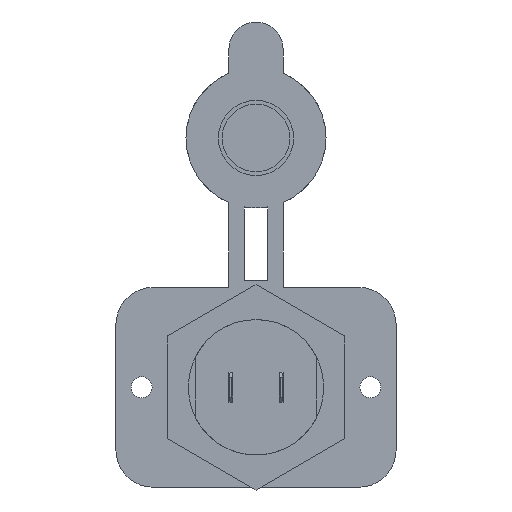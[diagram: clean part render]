
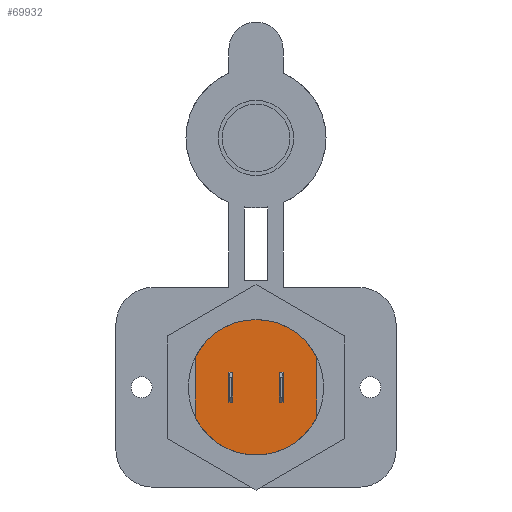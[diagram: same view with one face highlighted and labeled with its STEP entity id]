
A CAD part, front view. The second image highlights one B-rep face of the part: STEP entity #69932.
In plain terms, the highlighted planar face has unit normal (0, -1, 0).
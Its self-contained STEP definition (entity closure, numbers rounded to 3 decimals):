
#2653 = VECTOR ( 'NONE', #35456, 1000. ) ;
#2671 = EDGE_CURVE ( 'NONE', #5672, #15223, #29213, .T. ) ;
#4573 = DIRECTION ( 'NONE',  ( 0., -1., 0. ) ) ;
#5291 = ORIENTED_EDGE ( 'NONE', *, *, #30771, .T. ) ;
#5588 = FACE_OUTER_BOUND ( 'NONE', #61850, .T. ) ;
#5672 = VERTEX_POINT ( 'NONE', #52677 ) ;
#6261 = CARTESIAN_POINT ( 'NONE',  ( 0., -36.5, 0. ) ) ;
#7613 = CARTESIAN_POINT ( 'NONE',  ( -13., -36.5, -6.423 ) ) ;
#8569 = CIRCLE ( 'NONE', #15010, 14.5 ) ;
#9030 = DIRECTION ( 'NONE',  ( 0., 0., -1. ) ) ;
#9289 = DIRECTION ( 'NONE',  ( 0., 0., 1. ) ) ;
#10652 = DIRECTION ( 'NONE',  ( 0., -1., 0. ) ) ;
#10752 = ORIENTED_EDGE ( 'NONE', *, *, #70285, .F. ) ;
#11987 = DIRECTION ( 'NONE',  ( 0., 0., -1. ) ) ;
#15010 = AXIS2_PLACEMENT_3D ( 'NONE', #70294, #4573, #54200 ) ;
#15223 = VERTEX_POINT ( 'NONE', #56681 ) ;
#16183 = DIRECTION ( 'NONE',  ( 0., 0., -1. ) ) ;
#22413 = VERTEX_POINT ( 'NONE', #38181 ) ;
#24675 = EDGE_CURVE ( 'NONE', #33450, #22413, #58108, .T. ) ;
#24914 = CARTESIAN_POINT ( 'NONE',  ( -13., -36.5, 0. ) ) ;
#25484 = ORIENTED_EDGE ( 'NONE', *, *, #2671, .T. ) ;
#26176 = VECTOR ( 'NONE', #9289, 1000. ) ;
#29213 = LINE ( 'NONE', #30395, #2653 ) ;
#30395 = CARTESIAN_POINT ( 'NONE',  ( 13., -36.5, 0. ) ) ;
#30771 = EDGE_CURVE ( 'NONE', #15223, #33450, #8569, .T. ) ;
#31059 = CARTESIAN_POINT ( 'NONE',  ( 0., -36.5, 14.5 ) ) ;
#33450 = VERTEX_POINT ( 'NONE', #31059 ) ;
#35111 = AXIS2_PLACEMENT_3D ( 'NONE', #42840, #10652, #16183 ) ;
#35456 = DIRECTION ( 'NONE',  ( 0., 0., 1. ) ) ;
#36053 = VERTEX_POINT ( 'NONE', #7613 ) ;
#38181 = CARTESIAN_POINT ( 'NONE',  ( -13., -36.5, 6.423 ) ) ;
#41916 = DIRECTION ( 'NONE',  ( 0., -1., 0. ) ) ;
#42840 = CARTESIAN_POINT ( 'NONE',  ( 0., -36.5, 0. ) ) ;
#46955 = ORIENTED_EDGE ( 'NONE', *, *, #24675, .T. ) ;
#48458 = LINE ( 'NONE', #24914, #26176 ) ;
#52677 = CARTESIAN_POINT ( 'NONE',  ( 13., -36.5, -6.423 ) ) ;
#53383 = EDGE_CURVE ( 'NONE', #36053, #5672, #66863, .T. ) ;
#54200 = DIRECTION ( 'NONE',  ( 0., 0., -1. ) ) ;
#55054 = ORIENTED_EDGE ( 'NONE', *, *, #53383, .T. ) ;
#56681 = CARTESIAN_POINT ( 'NONE',  ( 13., -36.5, 6.423 ) ) ;
#58108 = CIRCLE ( 'NONE', #64697, 14.5 ) ;
#58219 = CARTESIAN_POINT ( 'NONE',  ( 0., -36.5, 0. ) ) ;
#59505 = PLANE ( 'NONE',  #69229 ) ;
#61850 = EDGE_LOOP ( 'NONE', ( #10752, #55054, #25484, #5291, #46955 ) ) ;
#61893 = DIRECTION ( 'NONE',  ( 0., -1., 0. ) ) ;
#64697 = AXIS2_PLACEMENT_3D ( 'NONE', #58219, #41916, #9030 ) ;
#66863 = CIRCLE ( 'NONE', #35111, 14.5 ) ;
#69229 = AXIS2_PLACEMENT_3D ( 'NONE', #6261, #61893, #11987 ) ;
#69932 = ADVANCED_FACE ( 'NONE', ( #5588 ), #59505, .T. ) ;
#70285 = EDGE_CURVE ( 'NONE', #36053, #22413, #48458, .T. ) ;
#70294 = CARTESIAN_POINT ( 'NONE',  ( 0., -36.5, 0. ) ) ;
